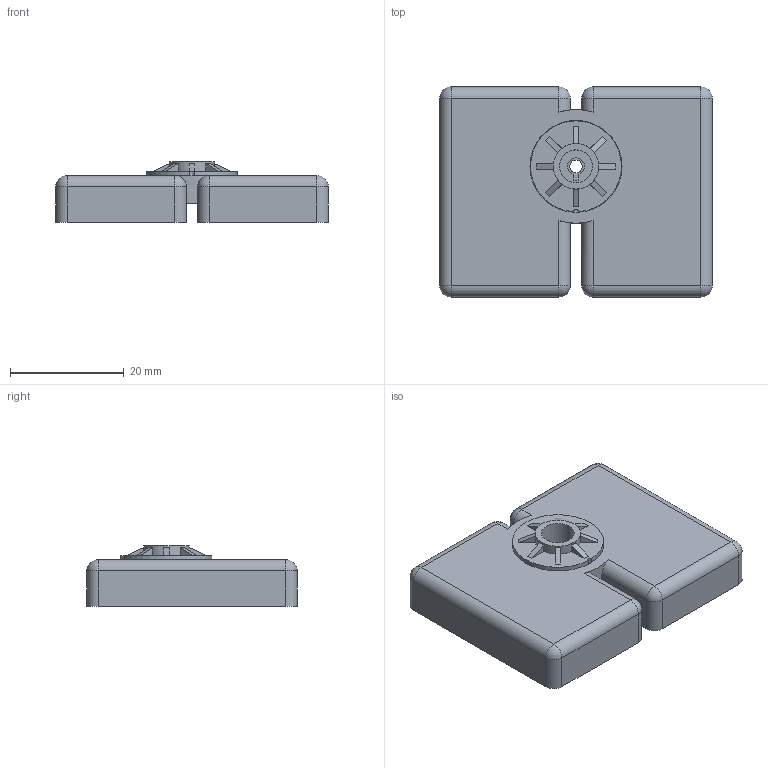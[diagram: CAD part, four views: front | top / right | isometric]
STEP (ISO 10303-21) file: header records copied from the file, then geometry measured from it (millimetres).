
FILE_DESCRIPTION(/* description */ (''),/* implementation_level */ '2;1');
FILE_NAME(/* name */ 'feet_rs30x v5.step',/* time_stamp */ '2021-12-09T01:28:41+09:00',/* author */ (''),/* organization */ (''),/* preprocessor_version */ 'ST-DEVELOPER v18.1',/* originating_system */ 'Autodesk Translation Framework v10.10.0.1391',/* authorisation */ '');
FILE_SCHEMA (('AUTOMOTIVE_DESIGN { 1 0 10303 214 3 1 1 }'));
Length unit declared in the file: millimetre
Products named in the file (2): feet_rs30x; horn2
Assembly tree (1 placements, depth 2):
  feet_rs30x
    horn2
Bounding box: 48 x 37 x 10.6 mm (x, y, z)
Volume: 13992.8 mm3; surface area: 5834.2 mm2
Topology: 2 solids, 2 shells, 144 faces, 322 edges, 203 vertices
Faces by surface type: plane 79, cylinder 48, bspline 8, sphere 8, cone 1
Full cylindrical faces by diameter (mm): 1 x8, 1.2 x8, 2.2 x1, 5.8 x1, 8 x2, 8.2 x1, 16.2 x1
Entity records: 4271 total; most frequent: CARTESIAN_POINT 916, DIRECTION 735, ORIENTED_EDGE 644, EDGE_CURVE 322, AXIS2_PLACEMENT_3D 278, VERTEX_POINT 203, LINE 179, VECTOR 179
